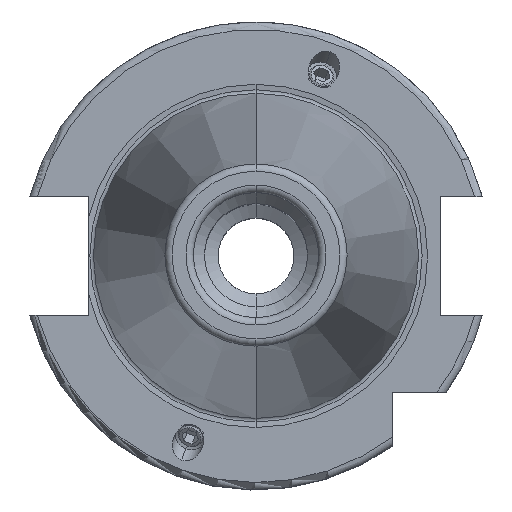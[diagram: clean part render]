
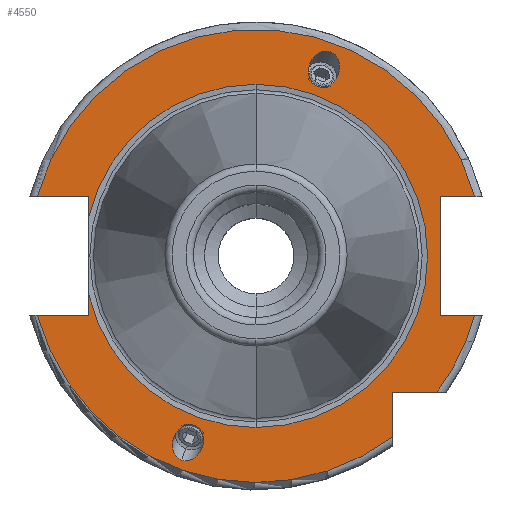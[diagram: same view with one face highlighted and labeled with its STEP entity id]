
A CAD part, top view. The second image highlights one B-rep face of the part: STEP entity #4550.
In plain terms, the highlighted planar face has unit normal (0, 0, 1).
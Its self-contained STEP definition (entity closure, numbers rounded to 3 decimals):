
#1255=DIRECTION('',(1,0,0));
#1256=VECTOR('',#1255,7.004);
#1257=CARTESIAN_POINT('',(-29.704,-8.05,18.1));
#1258=LINE('',#1257,#1256);
#1259=DIRECTION('',(0,1,0));
#1260=VECTOR('',#1259,2.753);
#1261=CARTESIAN_POINT('',(-22.7,-8.05,18.1));
#1262=LINE('',#1261,#1260);
#1263=DIRECTION('',(0,1,0));
#1264=VECTOR('',#1263,2.753);
#1265=CARTESIAN_POINT('',(-22.7,5.297,18.1));
#1266=LINE('',#1265,#1264);
#1267=DIRECTION('',(1,0,0));
#1268=VECTOR('',#1267,7.004);
#1269=CARTESIAN_POINT('',(-29.704,8.05,18.1));
#1270=LINE('',#1269,#1268);
#1271=DIRECTION('',(-1,0,0));
#1272=VECTOR('',#1271,4.704);
#1273=CARTESIAN_POINT('',(29.704,8.05,18.1));
#1274=LINE('',#1273,#1272);
#1275=DIRECTION('',(0,-1,0));
#1276=VECTOR('',#1275,16.1);
#1277=CARTESIAN_POINT('',(25,8.05,18.1));
#1278=LINE('',#1277,#1276);
#1279=DIRECTION('',(-1,0,0));
#1280=VECTOR('',#1279,4.704);
#1281=CARTESIAN_POINT('',(29.704,-8.05,18.1));
#1282=LINE('',#1281,#1280);
#1283=CARTESIAN_POINT('',(0,0,18.1));
#1284=DIRECTION('',(0,0,1));
#1285=DIRECTION('',(0.799,-0.601,0));
#1286=AXIS2_PLACEMENT_3D('',#1283,#1284,#1285);
#1288=DIRECTION('',(-1,0,0));
#1289=VECTOR('',#1288,6.094);
#1290=CARTESIAN_POINT('',(24.594,-18.5,18.1));
#1291=LINE('',#1290,#1289);
#1292=DIRECTION('',(0,1,0));
#1293=VECTOR('',#1292,6.094);
#1294=CARTESIAN_POINT('',(18.5,-24.594,18.1));
#1295=LINE('',#1294,#1293);
#1296=CARTESIAN_POINT('',(10.09,27.723,18.1));
#1297=CARTESIAN_POINT('',(9.863,27.806,18.1));
#1298=CARTESIAN_POINT('',(9.337,27.884,18.1));
#1299=CARTESIAN_POINT('',(8.455,27.594,18.1));
#1300=CARTESIAN_POINT('',(7.834,27.033,18.1));
#1301=CARTESIAN_POINT('',(7.483,26.49,18.1));
#1302=CARTESIAN_POINT('',(7.298,26.077,18.1));
#1303=CARTESIAN_POINT('',(7.174,25.641,18.1));
#1304=CARTESIAN_POINT('',(7.094,25.,18.1));
#1305=CARTESIAN_POINT('',(7.208,24.17,18.1));
#1306=CARTESIAN_POINT('',(7.698,23.381,18.1));
#1307=CARTESIAN_POINT('',(8.152,23.103,18.1));
#1308=CARTESIAN_POINT('',(8.379,23.02,18.1));
#1310=CARTESIAN_POINT('',(8.379,23.02,18.1));
#1311=CARTESIAN_POINT('',(8.606,22.937,18.1));
#1312=CARTESIAN_POINT('',(9.133,22.859,18.1));
#1313=CARTESIAN_POINT('',(10.014,23.149,18.1));
#1314=CARTESIAN_POINT('',(10.635,23.711,18.1));
#1315=CARTESIAN_POINT('',(10.986,24.253,18.1));
#1316=CARTESIAN_POINT('',(11.171,24.667,18.1));
#1317=CARTESIAN_POINT('',(11.295,25.103,18.1));
#1318=CARTESIAN_POINT('',(11.375,25.744,18.1));
#1319=CARTESIAN_POINT('',(11.261,26.573,18.1));
#1320=CARTESIAN_POINT('',(10.771,27.362,18.1));
#1321=CARTESIAN_POINT('',(10.318,27.641,18.1));
#1322=CARTESIAN_POINT('',(10.09,27.723,18.1));
#1324=CARTESIAN_POINT('',(-10.09,-27.723,18.1));
#1325=CARTESIAN_POINT('',(-10.318,-27.641,18.1));
#1326=CARTESIAN_POINT('',(-10.771,-27.362,18.1));
#1327=CARTESIAN_POINT('',(-11.261,-26.573,18.1));
#1328=CARTESIAN_POINT('',(-11.375,-25.744,18.1));
#1329=CARTESIAN_POINT('',(-11.295,-25.103,18.1));
#1330=CARTESIAN_POINT('',(-11.171,-24.667,18.1));
#1331=CARTESIAN_POINT('',(-10.986,-24.253,18.1));
#1332=CARTESIAN_POINT('',(-10.635,-23.711,18.1));
#1333=CARTESIAN_POINT('',(-10.014,-23.149,18.1));
#1334=CARTESIAN_POINT('',(-9.133,-22.859,18.1));
#1335=CARTESIAN_POINT('',(-8.606,-22.937,18.1));
#1336=CARTESIAN_POINT('',(-8.379,-23.02,18.1));
#1338=CARTESIAN_POINT('',(-8.379,-23.02,18.1));
#1339=CARTESIAN_POINT('',(-8.152,-23.103,18.1));
#1340=CARTESIAN_POINT('',(-7.698,-23.381,18.1));
#1341=CARTESIAN_POINT('',(-7.208,-24.17,18.1));
#1342=CARTESIAN_POINT('',(-7.094,-25.,18.1));
#1343=CARTESIAN_POINT('',(-7.174,-25.641,18.1));
#1344=CARTESIAN_POINT('',(-7.298,-26.077,18.1));
#1345=CARTESIAN_POINT('',(-7.483,-26.49,18.1));
#1346=CARTESIAN_POINT('',(-7.834,-27.033,18.1));
#1347=CARTESIAN_POINT('',(-8.455,-27.594,18.1));
#1348=CARTESIAN_POINT('',(-9.337,-27.884,18.1));
#1349=CARTESIAN_POINT('',(-9.863,-27.806,18.1));
#1350=CARTESIAN_POINT('',(-10.09,-27.723,18.1));
#1360=CARTESIAN_POINT('',(0,0,18.1));
#1361=DIRECTION('',(0,0,1));
#1362=DIRECTION('',(0,1,0));
#1363=AXIS2_PLACEMENT_3D('',#1360,#1361,#1362);
#1373=CARTESIAN_POINT('',(0,0,18.1));
#1374=DIRECTION('',(0,0,1));
#1375=DIRECTION('',(-0.974,-0.227,0));
#1376=AXIS2_PLACEMENT_3D('',#1373,#1374,#1375);
#1378=CARTESIAN_POINT('',(0,0,18.1));
#1379=DIRECTION('',(0,0,-1));
#1380=DIRECTION('',(0,1,0));
#1381=AXIS2_PLACEMENT_3D('',#1378,#1379,#1380);
#2250=CARTESIAN_POINT('',(0,0,18.1));
#2251=DIRECTION('',(0,0,1));
#2252=DIRECTION('',(0.965,0.262,0));
#2253=AXIS2_PLACEMENT_3D('',#2250,#2251,#2252);
#2301=CARTESIAN_POINT('',(0,0,18.1));
#2302=DIRECTION('',(0,0,1));
#2303=DIRECTION('',(-0.965,-0.262,0));
#2304=AXIS2_PLACEMENT_3D('',#2301,#2302,#2303);
#2980=CARTESIAN_POINT('',(-29.704,-8.05,18.1));
#2981=CARTESIAN_POINT('',(-22.7,-8.05,18.1));
#2982=VERTEX_POINT('',#2980);
#2983=VERTEX_POINT('',#2981);
#2984=CARTESIAN_POINT('',(-22.7,-5.297,18.1));
#2985=VERTEX_POINT('',#2984);
#2986=CARTESIAN_POINT('',(-22.7,5.297,18.1));
#2987=CARTESIAN_POINT('',(-22.7,8.05,18.1));
#2988=VERTEX_POINT('',#2986);
#2989=VERTEX_POINT('',#2987);
#2990=CARTESIAN_POINT('',(-29.704,8.05,18.1));
#2991=VERTEX_POINT('',#2990);
#2992=CARTESIAN_POINT('',(25,8.05,18.1));
#2993=CARTESIAN_POINT('',(25,-8.05,18.1));
#2994=VERTEX_POINT('',#2992);
#2995=VERTEX_POINT('',#2993);
#2996=CARTESIAN_POINT('',(29.704,-8.05,18.1));
#2997=VERTEX_POINT('',#2996);
#2998=CARTESIAN_POINT('',(29.704,8.05,18.1));
#2999=VERTEX_POINT('',#2998);
#3000=CARTESIAN_POINT('',(18.5,-24.594,18.1));
#3001=CARTESIAN_POINT('',(18.5,-18.5,18.1));
#3002=VERTEX_POINT('',#3000);
#3003=VERTEX_POINT('',#3001);
#3004=CARTESIAN_POINT('',(24.594,-18.5,18.1));
#3005=VERTEX_POINT('',#3004);
#3092=VERTEX_POINT('',#1296);
#3093=VERTEX_POINT('',#1308);
#3143=CARTESIAN_POINT('',(-10.09,-27.723,18.1));
#3145=VERTEX_POINT('',#3143);
#3150=CARTESIAN_POINT('',(-8.379,-23.02,18.1));
#3151=VERTEX_POINT('',#3150);
#3198=CARTESIAN_POINT('',(0,23.31,18.1));
#3199=VERTEX_POINT('',#3198);
#3200=CARTESIAN_POINT('',(0,-23.31,18.1));
#3201=VERTEX_POINT('',#3200);
#4509=CARTESIAN_POINT('',(0,0,18.1));
#4510=DIRECTION('',(0,0,-1));
#4511=DIRECTION('',(0,-1,0));
#4512=AXIS2_PLACEMENT_3D('',#4509,#4510,#4511);
#4513=PLANE('',#4512);
#4514=ORIENTED_EDGE('',*,*,#4379,.T.);
#4515=ORIENTED_EDGE('',*,*,#4403,.T.);
#4517=ORIENTED_EDGE('',*,*,#4516,.T.);
#4519=ORIENTED_EDGE('',*,*,#4518,.F.);
#4521=ORIENTED_EDGE('',*,*,#4520,.T.);
#4522=ORIENTED_EDGE('',*,*,#4399,.T.);
#4523=ORIENTED_EDGE('',*,*,#4426,.F.);
#4525=ORIENTED_EDGE('',*,*,#4524,.F.);
#4526=ORIENTED_EDGE('',*,*,#4475,.T.);
#4527=ORIENTED_EDGE('',*,*,#4497,.T.);
#4528=ORIENTED_EDGE('',*,*,#3633,.F.);
#4530=ORIENTED_EDGE('',*,*,#4529,.F.);
#4531=ORIENTED_EDGE('',*,*,#4231,.T.);
#4533=ORIENTED_EDGE('',*,*,#4532,.F.);
#4535=ORIENTED_EDGE('',*,*,#4534,.F.);
#4536=EDGE_LOOP('',(#4514,#4515,#4517,#4519,#4521,#4522,#4523,#4525,#4526,#4527,
#4528,#4530,#4531,#4533,#4535));
#4537=FACE_OUTER_BOUND('',#4536,.F.);
#4539=ORIENTED_EDGE('',*,*,#4538,.T.);
#4541=ORIENTED_EDGE('',*,*,#4540,.T.);
#4542=EDGE_LOOP('',(#4539,#4541));
#4543=FACE_BOUND('',#4542,.F.);
#4545=ORIENTED_EDGE('',*,*,#4544,.F.);
#4547=ORIENTED_EDGE('',*,*,#4546,.F.);
#4548=EDGE_LOOP('',(#4545,#4547));
#4549=FACE_BOUND('',#4548,.F.);
#4550=ADVANCED_FACE('',(#4537,#4543,#4549),#4513,.F.);
#1287=CIRCLE('',#1286,30.775);
#1309=B_SPLINE_CURVE_WITH_KNOTS('',3,(#1296,#1297,#1298,#1299,#1300,#1301,#1302,
#1303,#1304,#1305,#1306,#1307,#1308),.UNSPECIFIED.,.F.,.F.,(4,1,1,1,1,1,1,1,1,1,
4),(0,0.125,0.25,0.375,0.438,0.5,0.563,0.625,0.75,0.875,
1.0),.UNSPECIFIED.);
#1323=B_SPLINE_CURVE_WITH_KNOTS('',3,(#1310,#1311,#1312,#1313,#1314,#1315,#1316,
#1317,#1318,#1319,#1320,#1321,#1322),.UNSPECIFIED.,.F.,.F.,(4,1,1,1,1,1,1,1,1,1,
4),(0,0.125,0.25,0.375,0.438,0.5,0.563,0.625,0.75,0.875,
1.0),.UNSPECIFIED.);
#1337=B_SPLINE_CURVE_WITH_KNOTS('',3,(#1324,#1325,#1326,#1327,#1328,#1329,#1330,
#1331,#1332,#1333,#1334,#1335,#1336),.UNSPECIFIED.,.F.,.F.,(4,1,1,1,1,1,1,1,1,1,
4),(0,0.125,0.25,0.375,0.438,0.5,0.563,0.625,0.75,0.875,
1.0),.UNSPECIFIED.);
#1351=B_SPLINE_CURVE_WITH_KNOTS('',3,(#1338,#1339,#1340,#1341,#1342,#1343,#1344,
#1345,#1346,#1347,#1348,#1349,#1350),.UNSPECIFIED.,.F.,.F.,(4,1,1,1,1,1,1,1,1,1,
4),(0,0.125,0.25,0.375,0.438,0.5,0.563,0.625,0.75,0.875,
1.0),.UNSPECIFIED.);
#1364=CIRCLE('',#1363,23.31);
#1377=CIRCLE('',#1376,23.31);
#1382=CIRCLE('',#1381,23.31);
#2254=CIRCLE('',#2253,30.775);
#2305=CIRCLE('',#2304,30.775);
#3633=EDGE_CURVE('',#2997,#2995,#1282,.T.);
#4231=EDGE_CURVE('',#3005,#3003,#1291,.T.);
#4379=EDGE_CURVE('',#2982,#2983,#1258,.T.);
#4399=EDGE_CURVE('',#2988,#2989,#1266,.T.);
#4403=EDGE_CURVE('',#2983,#2985,#1262,.T.);
#4426=EDGE_CURVE('',#2991,#2989,#1270,.T.);
#4475=EDGE_CURVE('',#2999,#2994,#1274,.T.);
#4497=EDGE_CURVE('',#2994,#2995,#1278,.T.);
#4516=EDGE_CURVE('',#2985,#3201,#1377,.T.);
#4518=EDGE_CURVE('',#3199,#3201,#1382,.T.);
#4520=EDGE_CURVE('',#3199,#2988,#1364,.T.);
#4524=EDGE_CURVE('',#2999,#2991,#2254,.T.);
#4529=EDGE_CURVE('',#3005,#2997,#1287,.T.);
#4532=EDGE_CURVE('',#3002,#3003,#1295,.T.);
#4534=EDGE_CURVE('',#2982,#3002,#2305,.T.);
#4538=EDGE_CURVE('',#3092,#3093,#1309,.T.);
#4540=EDGE_CURVE('',#3093,#3092,#1323,.T.);
#4544=EDGE_CURVE('',#3145,#3151,#1337,.T.);
#4546=EDGE_CURVE('',#3151,#3145,#1351,.T.);
